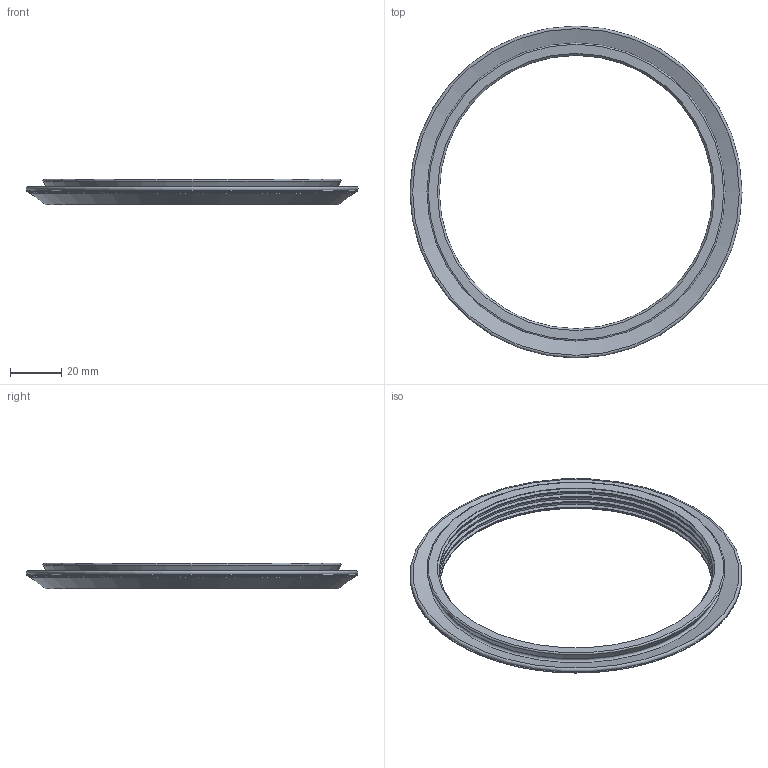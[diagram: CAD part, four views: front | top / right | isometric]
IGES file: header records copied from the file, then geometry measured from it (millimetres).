
Global section: file name: 2409118; native system: Autodesk Inventor 2014; preprocessor: unknown; author: seihe2; date: 20160620.093932; units: millimetre
Bounding box: 129.54 x 129.53 x 10 mm (x, y, z)
Volume: 20885.9 mm3; surface area: 16530.2 mm2
Topology: 1 solids, 1 shells, 31 faces, 104 edges, 73 vertices
Faces by surface type: revolution 26, cone 5
